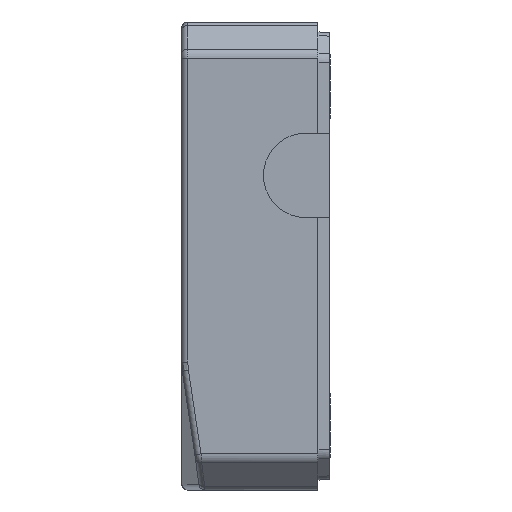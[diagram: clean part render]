
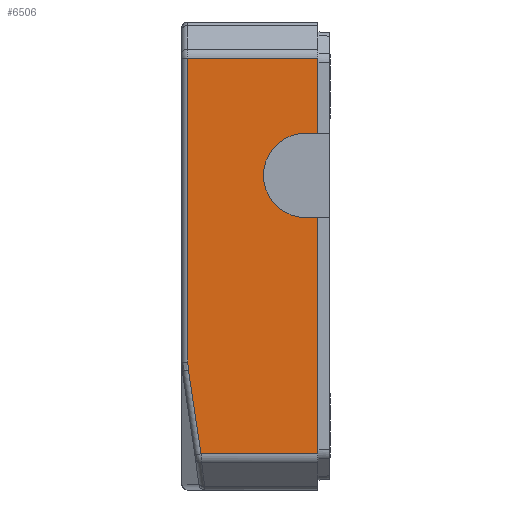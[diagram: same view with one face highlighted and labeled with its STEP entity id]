
A CAD part, left-side view. The second image highlights one B-rep face of the part: STEP entity #6506.
In plain terms, the highlighted planar face has unit normal (-1, 0, 0).
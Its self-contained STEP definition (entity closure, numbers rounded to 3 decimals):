
#76 = EDGE_CURVE ( 'NONE', #5959, #1137, #2491, .T. ) ;
#82 = LINE ( 'NONE', #6611, #4684 ) ;
#260 = DIRECTION ( 'NONE',  ( 1., 0., 0. ) ) ;
#318 = CARTESIAN_POINT ( 'NONE',  ( -47.5, 11., -18.875 ) ) ;
#327 = EDGE_CURVE ( 'NONE', #4275, #4529, #5864, .T. ) ;
#520 = LINE ( 'NONE', #3177, #4485 ) ;
#623 = EDGE_LOOP ( 'NONE', ( #4710, #5995, #2074, #5197, #6376, #4708, #4586, #1981, #2369, #4507 ) ) ;
#692 = CARTESIAN_POINT ( 'NONE',  ( -47.5, -2.9, 9.9 ) ) ;
#740 = DIRECTION ( 'NONE',  ( 0., -0.148, -0.989 ) ) ;
#873 = PLANE ( 'NONE',  #1604 ) ;
#899 = DIRECTION ( 'NONE',  ( 0., -1., 0. ) ) ;
#1005 = LINE ( 'NONE', #3554, #2093 ) ;
#1015 = VECTOR ( 'NONE', #4558, 1000. ) ;
#1137 = VERTEX_POINT ( 'NONE', #6491 ) ;
#1146 = VECTOR ( 'NONE', #2746, 1000. ) ;
#1170 = DIRECTION ( 'NONE',  ( 0., 1., 0. ) ) ;
#1238 = CARTESIAN_POINT ( 'NONE',  ( -47.5, 10.483, -9.002 ) ) ;
#1301 = CARTESIAN_POINT ( 'NONE',  ( -47.5, 10.45, -9.225 ) ) ;
#1385 = VECTOR ( 'NONE', #1576, 1000. ) ;
#1401 = CARTESIAN_POINT ( 'NONE',  ( -47.5, 1., 3.1 ) ) ;
#1452 = FACE_OUTER_BOUND ( 'NONE', #623, .T. ) ;
#1554 = VERTEX_POINT ( 'NONE', #1615 ) ;
#1576 = DIRECTION ( 'NONE',  ( 0., 0., 1. ) ) ;
#1604 = AXIS2_PLACEMENT_3D ( 'NONE', #318, #260, #6744 ) ;
#1615 = CARTESIAN_POINT ( 'NONE',  ( -47.5, 9.439, -15.961 ) ) ;
#1831 = CARTESIAN_POINT ( 'NONE',  ( -47.5, 10.5, -8.777 ) ) ;
#1914 = CARTESIAN_POINT ( 'NONE',  ( -47.5, 10.45, -9.225 ) ) ;
#1981 = ORIENTED_EDGE ( 'NONE', *, *, #3481, .T. ) ;
#1997 = CARTESIAN_POINT ( 'NONE',  ( -47.5, 1., 9.9 ) ) ;
#2031 = EDGE_CURVE ( 'NONE', #2415, #5959, #6687, .T. ) ;
#2074 = ORIENTED_EDGE ( 'NONE', *, *, #6439, .T. ) ;
#2093 = VECTOR ( 'NONE', #899, 1000. ) ;
#2157 = EDGE_CURVE ( 'NONE', #1137, #2238, #5437, .T. ) ;
#2238 = VERTEX_POINT ( 'NONE', #1914 ) ;
#2294 = CARTESIAN_POINT ( 'NONE',  ( -47.5, 10.5, 15.961 ) ) ;
#2369 = ORIENTED_EDGE ( 'NONE', *, *, #2031, .T. ) ;
#2415 = VERTEX_POINT ( 'NONE', #6270 ) ;
#2491 = LINE ( 'NONE', #3458, #2923 ) ;
#2592 = EDGE_CURVE ( 'NONE', #4529, #5508, #5331, .T. ) ;
#2614 = VERTEX_POINT ( 'NONE', #2729 ) ;
#2729 = CARTESIAN_POINT ( 'NONE',  ( -47.5, 0., 3.1 ) ) ;
#2746 = DIRECTION ( 'NONE',  ( 0., 1., 0. ) ) ;
#2859 = CARTESIAN_POINT ( 'NONE',  ( -47.5, 10.5, -8.551 ) ) ;
#2882 = AXIS2_PLACEMENT_3D ( 'NONE', #5935, #6009, #4305 ) ;
#2923 = VECTOR ( 'NONE', #5158, 1000. ) ;
#2930 = EDGE_CURVE ( 'NONE', #4127, #2614, #5065, .T. ) ;
#3089 = VECTOR ( 'NONE', #1170, 1000. ) ;
#3177 = CARTESIAN_POINT ( 'NONE',  ( -47.5, 0., -18.875 ) ) ;
#3276 = CARTESIAN_POINT ( 'NONE',  ( -47.5, 0., -15.961 ) ) ;
#3458 = CARTESIAN_POINT ( 'NONE',  ( -47.5, 10.5, -8.498 ) ) ;
#3481 = EDGE_CURVE ( 'NONE', #4275, #2415, #520, .T. ) ;
#3554 = CARTESIAN_POINT ( 'NONE',  ( -47.5, 1., 3.1 ) ) ;
#4127 = VERTEX_POINT ( 'NONE', #3276 ) ;
#4275 = VERTEX_POINT ( 'NONE', #6712 ) ;
#4305 = DIRECTION ( 'NONE',  ( 0., 0., 1. ) ) ;
#4485 = VECTOR ( 'NONE', #6936, 1000. ) ;
#4507 = ORIENTED_EDGE ( 'NONE', *, *, #76, .T. ) ;
#4529 = VERTEX_POINT ( 'NONE', #1997 ) ;
#4558 = DIRECTION ( 'NONE',  ( 0., -1., 0. ) ) ;
#4586 = ORIENTED_EDGE ( 'NONE', *, *, #327, .F. ) ;
#4598 = CARTESIAN_POINT ( 'NONE',  ( -47.5, 0., -15.961 ) ) ;
#4684 = VECTOR ( 'NONE', #740, 1000. ) ;
#4708 = ORIENTED_EDGE ( 'NONE', *, *, #2592, .F. ) ;
#4710 = ORIENTED_EDGE ( 'NONE', *, *, #2157, .T. ) ;
#4758 = CARTESIAN_POINT ( 'NONE',  ( -47.5, 0., -18.875 ) ) ;
#4903 = EDGE_CURVE ( 'NONE', #2238, #1554, #82, .T. ) ;
#5065 = LINE ( 'NONE', #4758, #1385 ) ;
#5158 = DIRECTION ( 'NONE',  ( 0., 0., -1. ) ) ;
#5165 = EDGE_CURVE ( 'NONE', #5508, #2614, #1005, .T. ) ;
#5197 = ORIENTED_EDGE ( 'NONE', *, *, #2930, .T. ) ;
#5331 = CIRCLE ( 'NONE', #2882, 3.4 ) ;
#5437 =( BOUNDED_CURVE ( )  B_SPLINE_CURVE ( 3, ( #2859, #1831, #1238, #1301 ),
 .UNSPECIFIED., .F., .T. ) 
 B_SPLINE_CURVE_WITH_KNOTS ( ( 4, 4 ),
 ( 1.571, 1.72 ),
 .UNSPECIFIED. ) 
 CURVE ( )  GEOMETRIC_REPRESENTATION_ITEM ( )  RATIONAL_B_SPLINE_CURVE ( ( 1., 0.998, 0.998, 1. ) ) 
 REPRESENTATION_ITEM ( '' )  );
#5508 = VERTEX_POINT ( 'NONE', #1401 ) ;
#5864 = LINE ( 'NONE', #692, #3089 ) ;
#5935 = CARTESIAN_POINT ( 'NONE',  ( -47.5, 1., 6.5 ) ) ;
#5959 = VERTEX_POINT ( 'NONE', #2294 ) ;
#5995 = ORIENTED_EDGE ( 'NONE', *, *, #4903, .T. ) ;
#6009 = DIRECTION ( 'NONE',  ( -1., 0., 0. ) ) ;
#6069 = LINE ( 'NONE', #4598, #1015 ) ;
#6270 = CARTESIAN_POINT ( 'NONE',  ( -47.5, 0., 15.961 ) ) ;
#6376 = ORIENTED_EDGE ( 'NONE', *, *, #5165, .F. ) ;
#6439 = EDGE_CURVE ( 'NONE', #1554, #4127, #6069, .T. ) ;
#6457 = CARTESIAN_POINT ( 'NONE',  ( -47.5, 11., 15.961 ) ) ;
#6491 = CARTESIAN_POINT ( 'NONE',  ( -47.5, 10.5, -8.551 ) ) ;
#6506 = ADVANCED_FACE ( 'NONE', ( #1452 ), #873, .F. ) ;
#6611 = CARTESIAN_POINT ( 'NONE',  ( -47.5, 9.046, -18.582 ) ) ;
#6687 = LINE ( 'NONE', #6457, #1146 ) ;
#6712 = CARTESIAN_POINT ( 'NONE',  ( -47.5, 0., 9.9 ) ) ;
#6744 = DIRECTION ( 'NONE',  ( 0., 0., -1. ) ) ;
#6936 = DIRECTION ( 'NONE',  ( 0., 0., 1. ) ) ;
